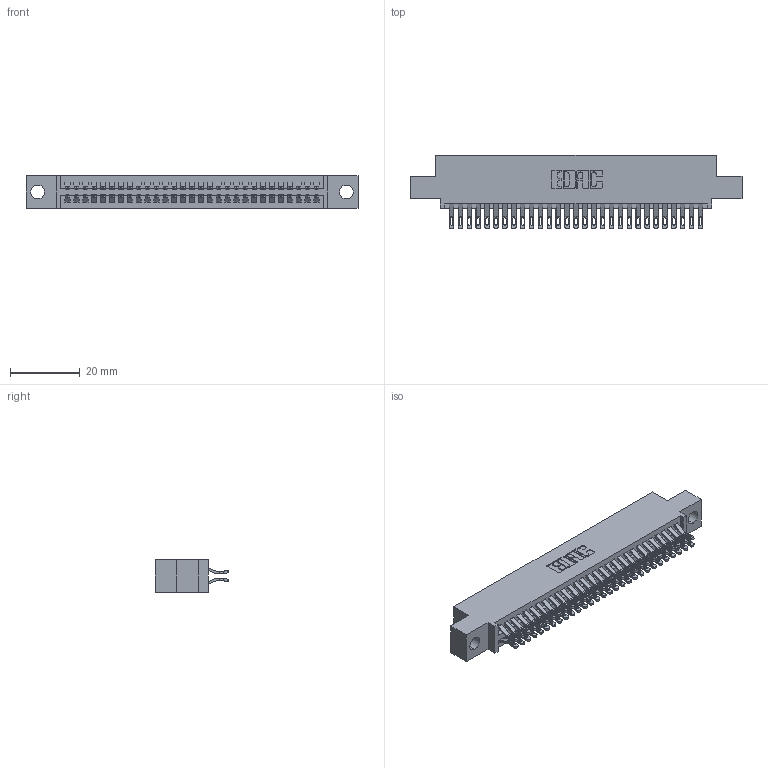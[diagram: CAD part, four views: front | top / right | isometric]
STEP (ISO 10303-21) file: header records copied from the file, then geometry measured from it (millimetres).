
FILE_DESCRIPTION (( 'STEP AP203' ), '1' );
FILE_NAME ('395-058-555-504.STEP', '2018-11-23T04:35:12', ( '' ), ( '' ), 'SwSTEP 2.0', 'SolidWorks 2016', '' );
FILE_SCHEMA (( 'CONFIG_CONTROL_DESIGN' ));
Length unit declared in the file: inch
Products named in the file (3): 345-292-001_555 Tail; 345 Part_0.110 Offset - 0.156 Dia-TH; 395-058-555-504
Assembly tree (59 placements, depth 2):
  395-058-555-504
    345 Part_0.110 Offset - 0.156 Dia-TH
    345-292-001_555 Tail  x58
Bounding box: 94.87 x 21.13 x 9.4 mm (x, y, z)
Volume: 9102 mm3; surface area: 13695.7 mm2
Topology: 59 solids, 59 shells, 3378 faces, 10619 edges, 7078 vertices
Faces by surface type: plane 1882, cylinder 1496
Entity records: 24965 total; most frequent: CARTESIAN_POINT 4234, ORIENTED_EDGE 4138, DIRECTION 3717, EDGE_CURVE 2069, LINE 1801, VECTOR 1801, VERTEX_POINT 1378, AXIS2_PLACEMENT_3D 958
